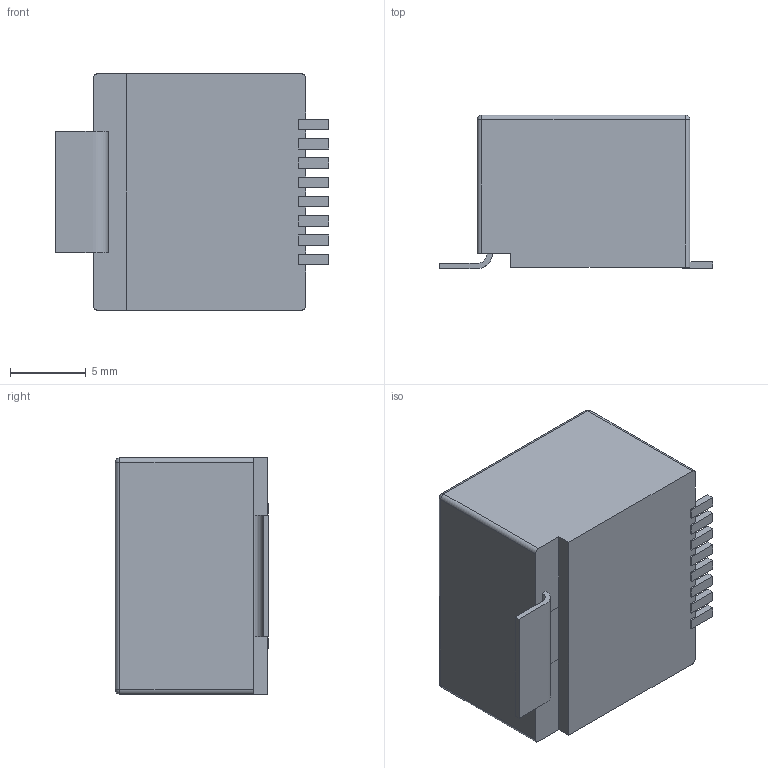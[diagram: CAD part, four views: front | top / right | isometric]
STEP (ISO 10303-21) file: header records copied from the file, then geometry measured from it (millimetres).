
FILE_DESCRIPTION (( 'STEP AP214' ), '1' );
FILE_NAME ('eth_connector.STEP', '2018-08-08T01:21:14', ( '' ), ( '' ), 'SwSTEP 2.0', 'SolidWorks 2016', '' );
FILE_SCHEMA (( 'AUTOMOTIVE_DESIGN' ));
Length unit declared in the file: millimetre
Products named in the file (1): eth_connector
Bounding box: 18 x 10.1 x 15.55 mm (x, y, z)
Volume: 1268.7 mm3; surface area: 1497.8 mm2
Topology: 1 solids, 1 shells, 90 faces, 254 edges, 164 vertices
Faces by surface type: plane 72, cylinder 12, sphere 4, bspline 2
Entity records: 2936 total; most frequent: CARTESIAN_POINT 575, ORIENTED_EDGE 500, DIRECTION 456, EDGE_CURVE 250, VECTOR 222, LINE 222, VERTEX_POINT 164, AXIS2_PLACEMENT_3D 117
